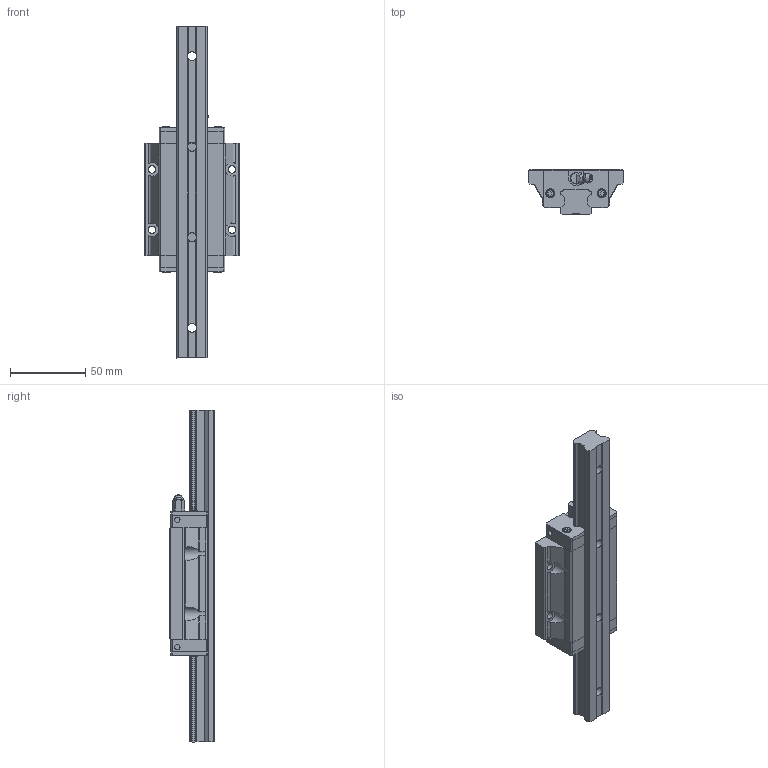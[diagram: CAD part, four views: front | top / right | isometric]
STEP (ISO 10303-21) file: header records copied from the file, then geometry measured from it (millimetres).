
FILE_DESCRIPTION (( 'STEP AP203' ), '1' );
FILE_NAME ('SBI 20 FLL.STEP', '2015-01-08T06:34:28', ( 'john' ), ( '' ), 'SwSTEP 2.0', 'SolidWorks 2013', '' );
FILE_SCHEMA (( 'CONFIG_CONTROL_DESIGN' ));
Length unit declared in the file: millimetre
Products named in the file (6): SBI 20 FLL; DEFAULT_1; DEFAULT_4; DEFAULT_2; A2N; DEFAULT_3
Assembly tree (7 placements, depth 2):
  SBI 20 FLL
    DEFAULT_1
    DEFAULT_2
    DEFAULT_3  x2
    DEFAULT_4  x2
    A2N
Bounding box: 63 x 30 x 220 mm (x, y, z)
Volume: 162370.1 mm3; surface area: 47599.1 mm2
Topology: 7 solids, 7 shells, 447 faces, 1177 edges, 776 vertices
Faces by surface type: plane 315, cylinder 93, bspline 21, cone 14, torus 4
Full cylindrical faces by diameter (mm): 2.9 x4, 3.5 x12, 4.917 x4, 5.5 x4, 5.7 x2, 6 x9, 6.5 x2, 9.5 x4
Entity records: 12174 total; most frequent: CARTESIAN_POINT 3257, ORIENTED_EDGE 1732, DIRECTION 1551, EDGE_CURVE 866, LINE 625, VECTOR 625, VERTEX_POINT 596, AXIS2_PLACEMENT_3D 463
